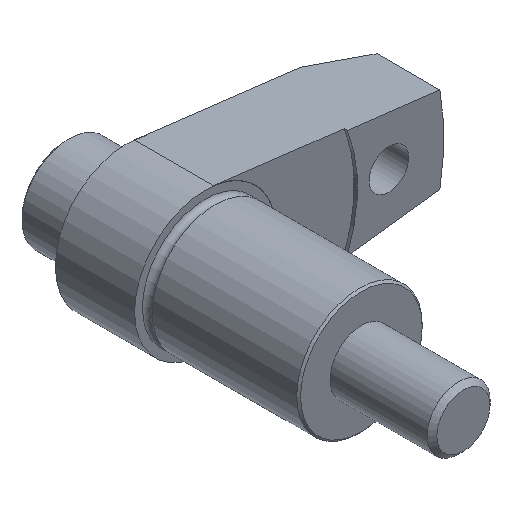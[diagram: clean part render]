
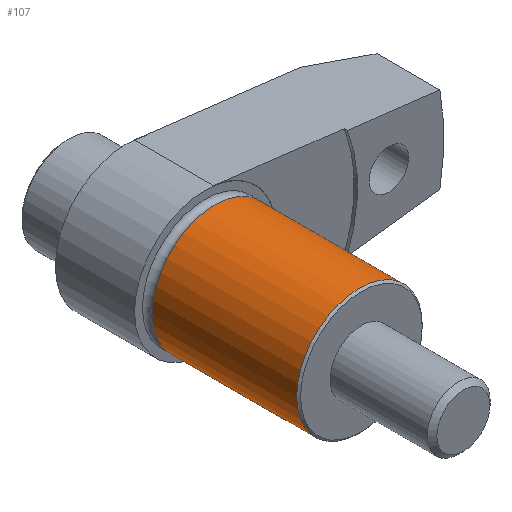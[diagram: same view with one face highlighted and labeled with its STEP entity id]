
A CAD part, isometric view. The second image highlights one B-rep face of the part: STEP entity #107.
In plain terms, the highlighted cylindrical face has radius 16 mm (diameter 32 mm), a full revolution.
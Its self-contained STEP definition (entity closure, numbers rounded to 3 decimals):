
#107 = ADVANCED_FACE( '', ( #226, #227 ), #228, .T. );
#226 = FACE_OUTER_BOUND( '', #343, .T. );
#227 = FACE_OUTER_BOUND( '', #344, .T. );
#228 = CYLINDRICAL_SURFACE( '', #345, 16. );
#343 = EDGE_LOOP( '', ( #560 ) );
#344 = EDGE_LOOP( '', ( #561 ) );
#345 = AXIS2_PLACEMENT_3D( '', #562, #563, #564 );
#560 = ORIENTED_EDGE( '', *, *, #661, .F. );
#561 = ORIENTED_EDGE( '', *, *, #637, .T. );
#562 = CARTESIAN_POINT( '', ( 0., 36., 0. ) );
#563 = DIRECTION( '', ( 0., -1., 0. ) );
#564 = DIRECTION( '', ( -1., 0., 0. ) );
#637 = EDGE_CURVE( '', #751, #751, #752, .T. );
#661 = EDGE_CURVE( '', #783, #783, #784, .T. );
#751 = VERTEX_POINT( '', #935 );
#752 = CIRCLE( '', #936, 16. );
#783 = VERTEX_POINT( '', #979 );
#784 = CIRCLE( '', #980, 16. );
#935 = CARTESIAN_POINT( '', ( -16., -38.5, 0. ) );
#936 = AXIS2_PLACEMENT_3D( '', #1071, #1072, #1073 );
#979 = CARTESIAN_POINT( '', ( -16., -1.7, 0. ) );
#980 = AXIS2_PLACEMENT_3D( '', #1098, #1099, #1100 );
#1071 = CARTESIAN_POINT( '', ( 0., -38.5, 0. ) );
#1072 = DIRECTION( '', ( 0., 1., 0. ) );
#1073 = DIRECTION( '', ( -1., 0., 0. ) );
#1098 = CARTESIAN_POINT( '', ( 0., -1.7, 0. ) );
#1099 = DIRECTION( '', ( 0., 1., 0. ) );
#1100 = DIRECTION( '', ( -1., 0., 0. ) );
